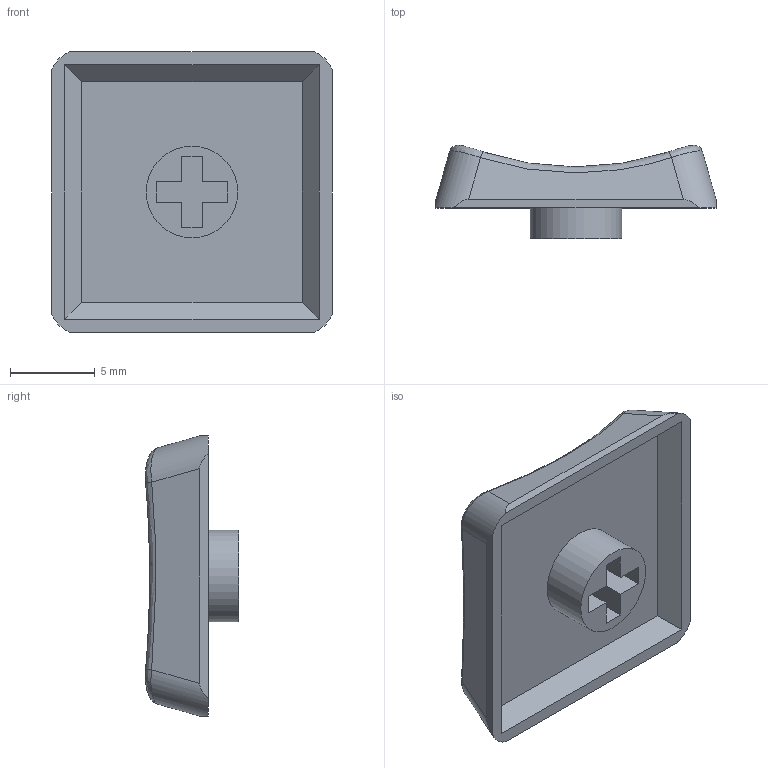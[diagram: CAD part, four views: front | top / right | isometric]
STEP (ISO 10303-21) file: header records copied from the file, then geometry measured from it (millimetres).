
FILE_DESCRIPTION(/* description */ (''),/* implementation_level */ '2;1');
FILE_NAME(/* name */ '17mm_keycap_v2_slash.step',/* time_stamp */ '2025-06-24T16:39:43+09:00',/* author */ (''),/* organization */ (''),/* preprocessor_version */ 'ST-DEVELOPER v20.1',/* originating_system */ 'Autodesk Translation Framework v14.10.0.0',/* authorisation */ '');
FILE_SCHEMA (('AUTOMOTIVE_DESIGN { 1 0 10303 214 3 1 1 }'));
Length unit declared in the file: millimetre
Products named in the file (1): 2025-06-17-16-17-54-469
Bounding box: 16.5 x 5.5 x 16.5 mm (x, y, z)
Volume: 513.8 mm3; surface area: 816.6 mm2
Topology: 1 solids, 1 shells, 47 faces, 115 edges, 74 vertices
Faces by surface type: plane 28, bspline 12, cylinder 5, torus 2
Full cylindrical faces by diameter (mm): 5.4 x1
Entity records: 1645 total; most frequent: CARTESIAN_POINT 577, ORIENTED_EDGE 230, DIRECTION 185, EDGE_CURVE 115, VERTEX_POINT 74, LINE 69, VECTOR 69, AXIS2_PLACEMENT_3D 58
